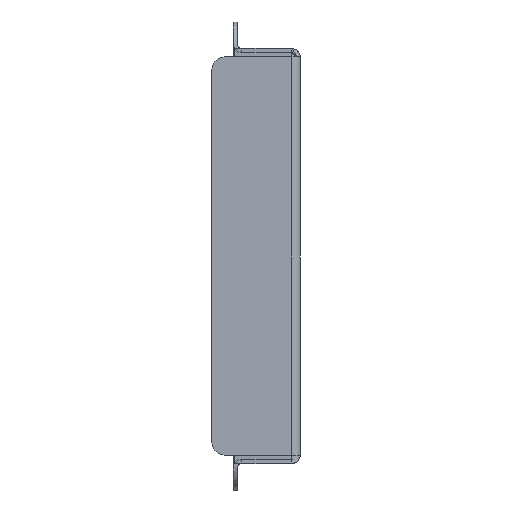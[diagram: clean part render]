
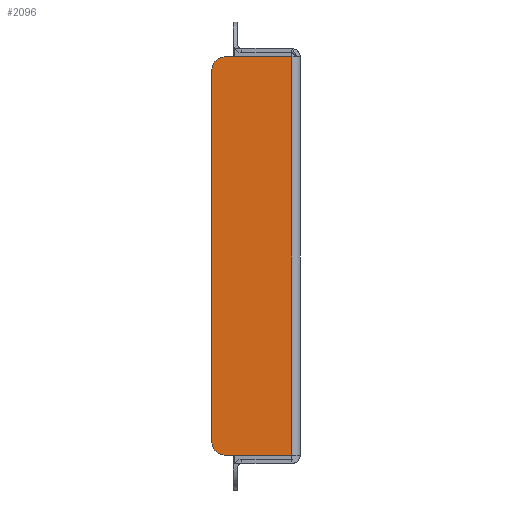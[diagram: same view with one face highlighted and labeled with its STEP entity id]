
A CAD part, left-side view. The second image highlights one B-rep face of the part: STEP entity #2096.
In plain terms, the highlighted planar face has unit normal (-1, 0, 0).
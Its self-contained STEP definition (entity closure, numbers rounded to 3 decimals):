
#208=FACE_OUTER_BOUND('',#338,.T.);
#338=EDGE_LOOP('',(#1827,#1828,#1829,#1830,#1831,#1832));
#383=CIRCLE('',#2221,5.);
#389=CIRCLE('',#2235,5.);
#563=LINE('',#3830,#737);
#633=LINE('',#4207,#807);
#635=LINE('',#4213,#809);
#639=LINE('',#4223,#813);
#737=VECTOR('',#2525,10.);
#807=VECTOR('',#2729,10.);
#809=VECTOR('',#2737,10.);
#813=VECTOR('',#2751,10.);
#921=VERTEX_POINT('',#3820);
#922=VERTEX_POINT('',#3822);
#924=VERTEX_POINT('',#3828);
#940=VERTEX_POINT('',#3873);
#999=VERTEX_POINT('',#4205);
#1000=VERTEX_POINT('',#4206);
#1157=EDGE_CURVE('',#921,#922,#383,.T.);
#1161=EDGE_CURVE('',#924,#921,#563,.T.);
#1183=EDGE_CURVE('',#940,#924,#389,.T.);
#1277=EDGE_CURVE('',#999,#1000,#633,.T.);
#1281=EDGE_CURVE('',#922,#1000,#635,.T.);
#1287=EDGE_CURVE('',#999,#940,#639,.T.);
#1827=ORIENTED_EDGE('',*,*,#1157,.F.);
#1828=ORIENTED_EDGE('',*,*,#1161,.F.);
#1829=ORIENTED_EDGE('',*,*,#1183,.F.);
#1830=ORIENTED_EDGE('',*,*,#1287,.F.);
#1831=ORIENTED_EDGE('',*,*,#1277,.T.);
#1832=ORIENTED_EDGE('',*,*,#1281,.F.);
#1980=PLANE('',#2298);
#2096=ADVANCED_FACE('',(#208),#1980,.F.);
#2221=AXIS2_PLACEMENT_3D('',#3823,#2518,#2519);
#2235=AXIS2_PLACEMENT_3D('',#3875,#2566,#2567);
#2298=AXIS2_PLACEMENT_3D('',#4224,#2752,#2753);
#2518=DIRECTION('center_axis',(1.,0.,0.));
#2519=DIRECTION('ref_axis',(0.,0.707,0.707));
#2525=DIRECTION('',(0.,0.,1.));
#2566=DIRECTION('center_axis',(1.,0.,0.));
#2567=DIRECTION('ref_axis',(0.,0.707,-0.707));
#2729=DIRECTION('',(0.,0.,1.));
#2737=DIRECTION('',(0.,-1.,0.));
#2751=DIRECTION('',(0.,1.,0.));
#2752=DIRECTION('center_axis',(1.,0.,0.));
#2753=DIRECTION('ref_axis',(0.,0.,1.));
#3820=CARTESIAN_POINT('',(-77.5,33.,69.325));
#3822=CARTESIAN_POINT('',(-77.5,28.,74.325));
#3823=CARTESIAN_POINT('Origin',(-77.5,28.,69.325));
#3828=CARTESIAN_POINT('',(-77.5,33.,-69.325));
#3830=CARTESIAN_POINT('',(-77.5,33.,-74.325));
#3873=CARTESIAN_POINT('',(-77.5,28.,-74.325));
#3875=CARTESIAN_POINT('Origin',(-77.5,28.,-69.325));
#4205=CARTESIAN_POINT('',(-77.5,3.175,-74.325));
#4206=CARTESIAN_POINT('',(-77.5,3.175,74.325));
#4207=CARTESIAN_POINT('',(-77.5,3.175,0.));
#4213=CARTESIAN_POINT('',(-77.5,-0.416,74.325));
#4223=CARTESIAN_POINT('',(-77.5,3.175,-74.325));
#4224=CARTESIAN_POINT('Origin',(-77.5,12.292,0.));
